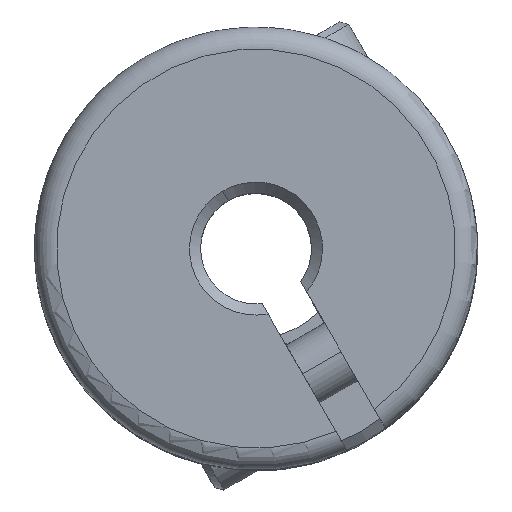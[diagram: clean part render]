
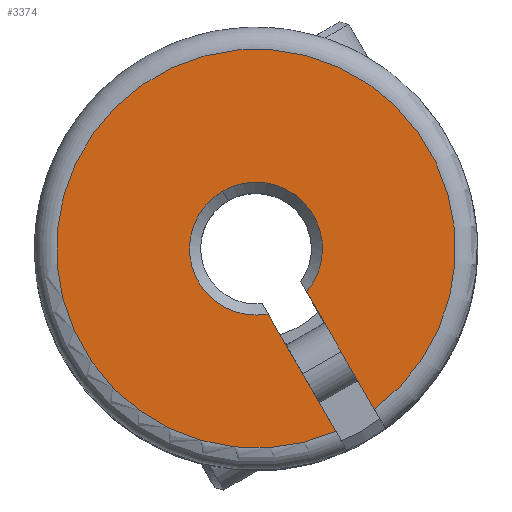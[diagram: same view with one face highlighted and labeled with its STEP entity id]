
A CAD part, top view. The second image highlights one B-rep face of the part: STEP entity #3374.
In plain terms, the highlighted face is planar.
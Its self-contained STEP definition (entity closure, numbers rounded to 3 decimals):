
#365 = LINE ( 'NONE', #4802, #4274 ) ;
#390 = CIRCLE ( 'NONE', #5485, 3. ) ;
#408 = DIRECTION ( 'NONE',  ( 0., 0., 1. ) ) ;
#762 = VERTEX_POINT ( 'NONE', #5156 ) ;
#847 = CARTESIAN_POINT ( 'NONE',  ( 8.944, -1., 0. ) ) ;
#1371 = CARTESIAN_POINT ( 'NONE',  ( 1., -1., 0. ) ) ;
#1461 = LINE ( 'NONE', #1371, #2316 ) ;
#1643 = VERTEX_POINT ( 'NONE', #847 ) ;
#1729 = DIRECTION ( 'NONE',  ( 1., 0., 0. ) ) ;
#1776 = EDGE_CURVE ( 'NONE', #2033, #1643, #1461, .T. ) ;
#1868 = CIRCLE ( 'NONE', #5652, 9. ) ;
#2033 = VERTEX_POINT ( 'NONE', #3944 ) ;
#2316 = VECTOR ( 'NONE', #4035, 1000. ) ;
#2389 = AXIS2_PLACEMENT_3D ( 'NONE', #4280, #5578, #1729 ) ;
#2396 = EDGE_CURVE ( 'NONE', #4311, #762, #365, .T. ) ;
#2621 = PLANE ( 'NONE',  #2700 ) ;
#2700 = AXIS2_PLACEMENT_3D ( 'NONE', #4809, #3858, #5651 ) ;
#2828 = ORIENTED_EDGE ( 'NONE', *, *, #1776, .T. ) ;
#2969 = DIRECTION ( 'NONE',  ( -1., 0., 0. ) ) ;
#3036 = CIRCLE ( 'NONE', #2389, 3. ) ;
#3110 = EDGE_LOOP ( 'NONE', ( #4378, #5009, #3149, #2828, #5184 ) ) ;
#3149 = ORIENTED_EDGE ( 'NONE', *, *, #4173, .T. ) ;
#3374 = ADVANCED_FACE ( 'NONE', ( #4348 ), #2621, .F. ) ;
#3546 = DIRECTION ( 'NONE',  ( 1., 0., 0. ) ) ;
#3638 = DIRECTION ( 'NONE',  ( 1., 0., 0. ) ) ;
#3858 = DIRECTION ( 'NONE',  ( 0., 0., 1. ) ) ;
#3862 = EDGE_CURVE ( 'NONE', #1643, #4311, #1868, .T. ) ;
#3944 = CARTESIAN_POINT ( 'NONE',  ( 2.828, -1., 0. ) ) ;
#3995 = CARTESIAN_POINT ( 'NONE',  ( -3., 0., 0. ) ) ;
#4035 = DIRECTION ( 'NONE',  ( 1., 0., 0. ) ) ;
#4173 = EDGE_CURVE ( 'NONE', #4658, #2033, #3036, .T. ) ;
#4274 = VECTOR ( 'NONE', #2969, 1000. ) ;
#4280 = CARTESIAN_POINT ( 'NONE',  ( 0., 0., 0. ) ) ;
#4311 = VERTEX_POINT ( 'NONE', #5283 ) ;
#4348 = FACE_OUTER_BOUND ( 'NONE', #3110, .T. ) ;
#4349 = EDGE_CURVE ( 'NONE', #762, #4658, #390, .T. ) ;
#4378 = ORIENTED_EDGE ( 'NONE', *, *, #2396, .T. ) ;
#4414 = CARTESIAN_POINT ( 'NONE',  ( 0., 0., 0. ) ) ;
#4506 = DIRECTION ( 'NONE',  ( 0., 0., -1. ) ) ;
#4658 = VERTEX_POINT ( 'NONE', #3995 ) ;
#4802 = CARTESIAN_POINT ( 'NONE',  ( 1., 1., 0. ) ) ;
#4809 = CARTESIAN_POINT ( 'NONE',  ( 0., 0., 0. ) ) ;
#4937 = CARTESIAN_POINT ( 'NONE',  ( 0., 0., 0. ) ) ;
#5009 = ORIENTED_EDGE ( 'NONE', *, *, #4349, .T. ) ;
#5156 = CARTESIAN_POINT ( 'NONE',  ( 2.828, 1., 0. ) ) ;
#5184 = ORIENTED_EDGE ( 'NONE', *, *, #3862, .T. ) ;
#5283 = CARTESIAN_POINT ( 'NONE',  ( 8.944, 1., 0. ) ) ;
#5485 = AXIS2_PLACEMENT_3D ( 'NONE', #4414, #408, #3546 ) ;
#5578 = DIRECTION ( 'NONE',  ( 0., 0., 1. ) ) ;
#5651 = DIRECTION ( 'NONE',  ( 1., 0., 0. ) ) ;
#5652 = AXIS2_PLACEMENT_3D ( 'NONE', #4937, #4506, #3638 ) ;
